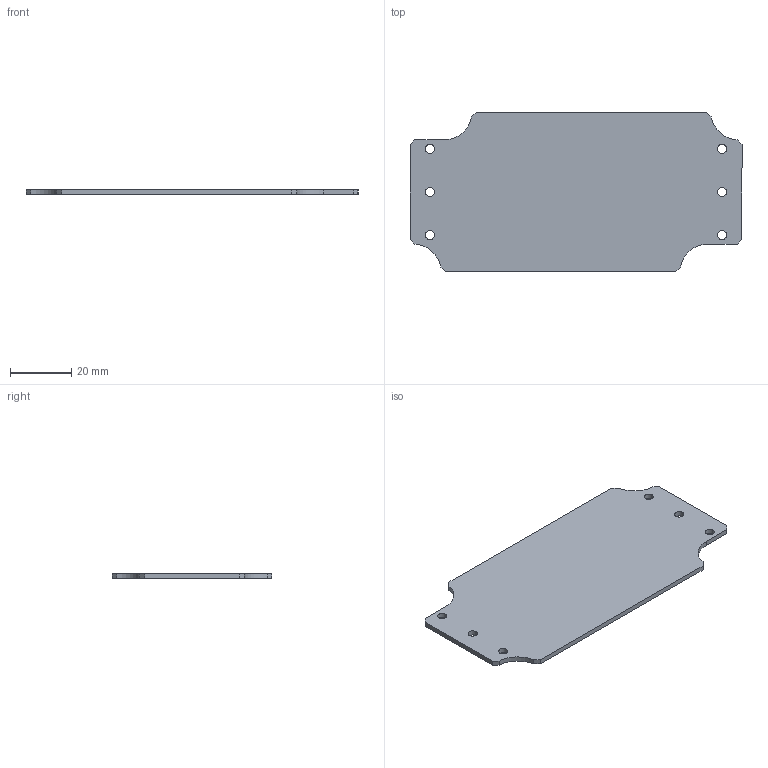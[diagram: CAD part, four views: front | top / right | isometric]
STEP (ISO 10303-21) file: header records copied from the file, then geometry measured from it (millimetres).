
FILE_DESCRIPTION (( 'STEP AP203' ), '1' );
FILE_NAME ('1555CFPL.step', '2020-11-14T11:33:28', ( 'ADC123' ), ( 'Microsoft' ), 'SwSTEP 2.0', 'SolidWorks 2019', '' );
FILE_SCHEMA (( 'CONFIG_CONTROL_DESIGN' ));
Length unit declared in the file: inch
Products named in the file (1): 1555CFPL
Bounding box: 108 x 52 x 1.63 mm (x, y, z)
Volume: 8272 mm3; surface area: 10753 mm2
Topology: 1 solids, 1 shells, 26 faces, 72 edges, 48 vertices
Faces by surface type: plane 16, cylinder 10
Full cylindrical faces by diameter (mm): 3 x6
Entity records: 909 total; most frequent: CARTESIAN_POINT 141, DIRECTION 140, ORIENTED_EDGE 132, EDGE_CURVE 66, VERTEX_POINT 48, AXIS2_PLACEMENT_3D 47, VECTOR 46, LINE 46
